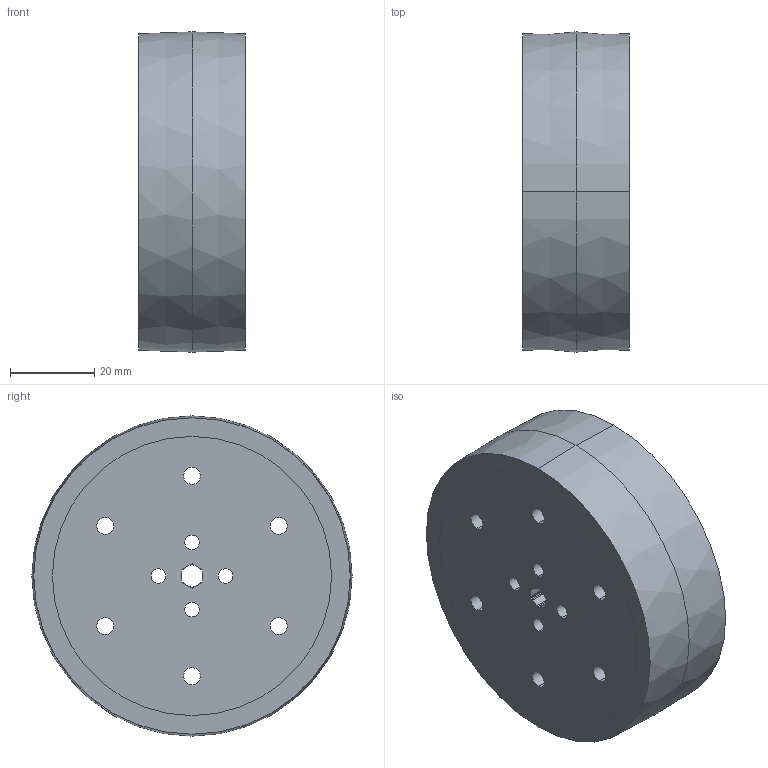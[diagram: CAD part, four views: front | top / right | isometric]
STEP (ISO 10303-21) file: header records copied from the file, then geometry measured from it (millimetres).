
FILE_DESCRIPTION (( 'STEP AP214' ), '1' );
FILE_NAME ('am-4719 3in Stealth Wheel 5mm Hex Bore.STEP', '2022-05-17T15:37:05', ( '' ), ( '' ), 'SwSTEP 2.0', 'SolidWorks 2021', '' );
FILE_SCHEMA (( 'AUTOMOTIVE_DESIGN' ));
Length unit declared in the file: inch
Products named in the file (3): 3in Wheel Intergrated 5mm Hex Hub; am-4719 3in Stealth Wheel 5mm Hex Bore; 3in Tread
Assembly tree (2 placements, depth 2):
  am-4719 3in Stealth Wheel 5mm Hex Bore
    3in Wheel Intergrated 5mm Hex Hub
    3in Tread
Bounding box: 25.4 x 76.2 x 76.2 mm (x, y, z)
Volume: 67624.1 mm3; surface area: 34615.3 mm2
Topology: 2 solids, 2 shells, 379 faces, 931 edges, 543 vertices
Faces by surface type: bspline 96, torus 88, cone 74, cylinder 68, plane 51, sphere 2
Entity records: 15995 total; most frequent: CARTESIAN_POINT 7489, ORIENTED_EDGE 1834, DIRECTION 1724, EDGE_CURVE 917, AXIS2_PLACEMENT_3D 747, VERTEX_POINT 543, CIRCLE 459, EDGE_LOOP 404
